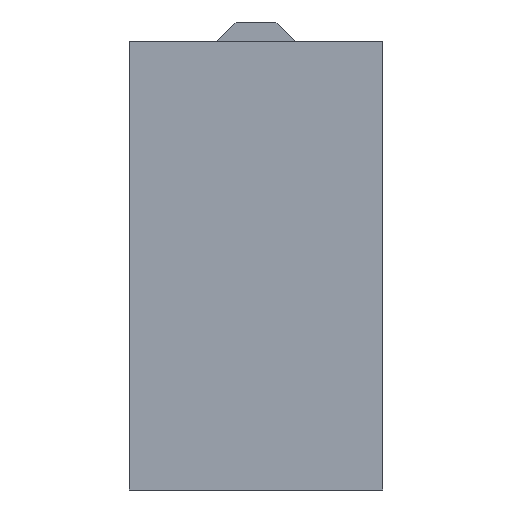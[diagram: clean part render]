
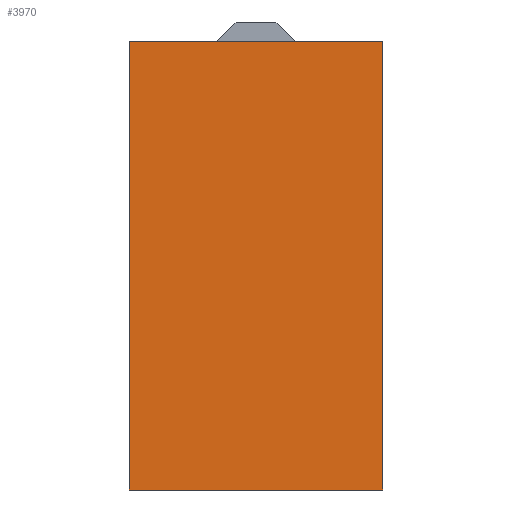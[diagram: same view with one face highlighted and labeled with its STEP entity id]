
A CAD part, left-side view. The second image highlights one B-rep face of the part: STEP entity #3970.
In plain terms, the highlighted planar face has unit normal (-1, 0, 0).
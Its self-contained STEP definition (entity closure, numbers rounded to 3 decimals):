
#355=FACE_OUTER_BOUND('',#601,.T.);
#601=EDGE_LOOP('',(#3599,#3600,#3601,#3602));
#767=LINE('',#5521,#1203);
#819=LINE('',#5695,#1255);
#1107=LINE('',#6644,#1543);
#1131=LINE('',#7070,#1567);
#1203=VECTOR('',#4422,10.);
#1255=VECTOR('',#4518,10.);
#1543=VECTOR('',#5246,10.);
#1567=VECTOR('',#5330,10.);
#1640=VERTEX_POINT('',#5518);
#1641=VERTEX_POINT('',#5520);
#1695=VERTEX_POINT('',#5691);
#1697=VERTEX_POINT('',#5694);
#2004=EDGE_CURVE('',#1640,#1641,#767,.T.);
#2069=EDGE_CURVE('',#1697,#1695,#819,.T.);
#2441=EDGE_CURVE('',#1697,#1640,#1107,.T.);
#2477=EDGE_CURVE('',#1695,#1641,#1131,.T.);
#3599=ORIENTED_EDGE('',*,*,#2069,.T.);
#3600=ORIENTED_EDGE('',*,*,#2477,.T.);
#3601=ORIENTED_EDGE('',*,*,#2004,.F.);
#3602=ORIENTED_EDGE('',*,*,#2441,.F.);
#3751=PLANE('',#4295);
#3970=ADVANCED_FACE('',(#355),#3751,.T.);
#4295=AXIS2_PLACEMENT_3D('',#7085,#5354,#5355);
#4422=DIRECTION('',(0.,0.,1.));
#4518=DIRECTION('',(0.,0.,1.));
#5246=DIRECTION('',(0.,1.,0.));
#5330=DIRECTION('',(0.,1.,0.));
#5354=DIRECTION('center_axis',(-1.,0.,0.));
#5355=DIRECTION('ref_axis',(0.,0.,1.));
#5518=CARTESIAN_POINT('',(-96.65,26.,-23.));
#5520=CARTESIAN_POINT('',(-96.65,26.,23.));
#5521=CARTESIAN_POINT('',(-96.65,26.,-23.));
#5691=CARTESIAN_POINT('',(-96.65,0.,23.));
#5694=CARTESIAN_POINT('',(-96.65,0.,-23.));
#5695=CARTESIAN_POINT('',(-96.65,0.,-23.));
#6644=CARTESIAN_POINT('',(-96.65,0.,-23.));
#7070=CARTESIAN_POINT('',(-96.65,0.,23.));
#7085=CARTESIAN_POINT('Origin',(-96.65,0.,-23.));
